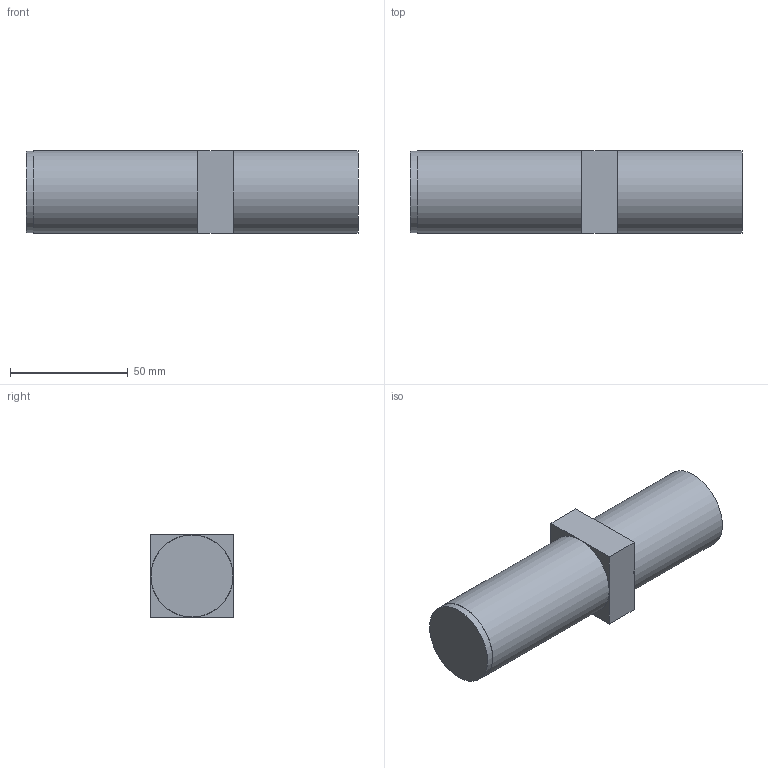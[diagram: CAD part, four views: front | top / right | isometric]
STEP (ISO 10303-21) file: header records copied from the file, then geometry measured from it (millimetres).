
FILE_DESCRIPTION(('FreeCAD Model'),'2;1');
FILE_NAME('Open CASCADE Shape Model','2022-03-26T07:48:51',('Author'),( ''),'Open CASCADE STEP processor 7.5','FreeCAD','Unknown');
FILE_SCHEMA(('AUTOMOTIVE_DESIGN { 1 0 10303 214 1 1 1 1 }'));
Length unit declared in the file: millimetre
Products named in the file (1): Body
Bounding box: 141 x 35 x 35 mm (x, y, z)
Volume: 139497.6 mm3; surface area: 18496.8 mm2
Topology: 1 solids, 1 shells, 22 faces, 41 edges, 24 vertices
Faces by surface type: plane 17, cylinder 5
Full cylindrical faces by diameter (mm): 3 x2, 34.8 x1, 35 x2
Entity records: 1096 total; most frequent: DIRECTION 185, CARTESIAN_POINT 170, LINE 91, VECTOR 91, ORIENTED_EDGE 82, PCURVE 82, DEFINITIONAL_REPRESENTATION 82, EDGE_CURVE 41
